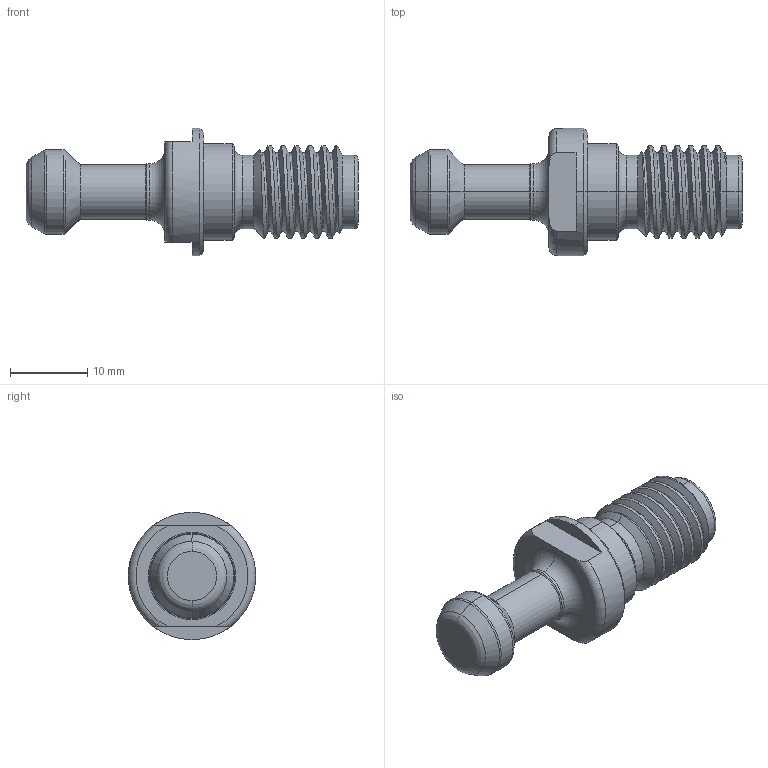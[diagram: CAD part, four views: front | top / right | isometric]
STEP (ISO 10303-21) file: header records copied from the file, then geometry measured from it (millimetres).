
FILE_DESCRIPTION (( 'STEP AP214' ), '1' );
FILE_NAME ('A301.STEP', '2023-12-08T07:35:37', ( '' ), ( '' ), 'SwSTEP 2.0', 'SolidWorks 2020', '' );
FILE_SCHEMA (( 'AUTOMOTIVE_DESIGN' ));
Length unit declared in the file: millimetre
Products named in the file (1): A301
Bounding box: 43 x 16.5 x 16.5 mm (x, y, z)
Volume: 3889.8 mm3; surface area: 2043.1 mm2
Topology: 1 solids, 1 shells, 68 faces, 157 edges, 94 vertices
Faces by surface type: cylinder 27, cone 15, torus 14, plane 9, bspline 3
Entity records: 3807 total; most frequent: CARTESIAN_POINT 2299, DIRECTION 317, ORIENTED_EDGE 314, EDGE_CURVE 157, AXIS2_PLACEMENT_3D 134, VERTEX_POINT 94, EDGE_LOOP 71, ADVANCED_FACE 68
